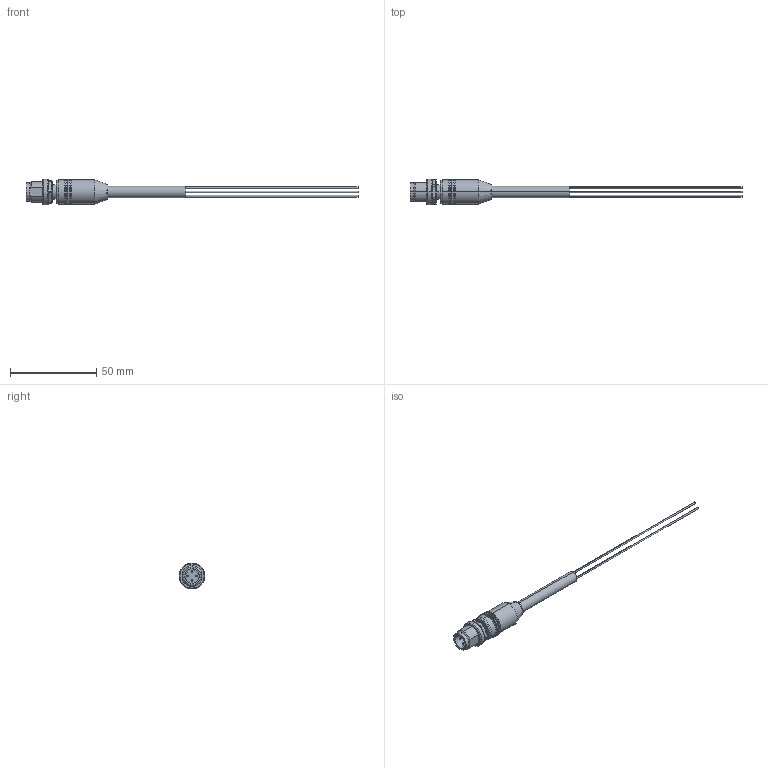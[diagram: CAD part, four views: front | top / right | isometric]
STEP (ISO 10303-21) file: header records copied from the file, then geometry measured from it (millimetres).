
FILE_DESCRIPTION (( 'STEP AP203' ), '1' );
FILE_NAME ('7700-14541-S4U1000.step', '2021-12-20T18:04:04', ( '' ), ( '' ), 'SwSTEP 2.0', 'SolidWorks 2021', '' );
FILE_SCHEMA (( 'CONFIG_CONTROL_DESIGN' ));
Length unit declared in the file: inch
Products named in the file (1): 7700-14541-S4U1000
Bounding box: 192.9 x 15 x 15 mm (x, y, z)
Volume: 7746.3 mm3; surface area: 4951.5 mm2
Topology: 1 solids, 1 shells, 125 faces, 274 edges, 165 vertices
Faces by surface type: cylinder 45, plane 40, bspline 16, cone 16, torus 8
Entity records: 3720 total; most frequent: CARTESIAN_POINT 881, DIRECTION 623, ORIENTED_EDGE 548, EDGE_CURVE 274, AXIS2_PLACEMENT_3D 259, VERTEX_POINT 165, CIRCLE 149, EDGE_LOOP 139
